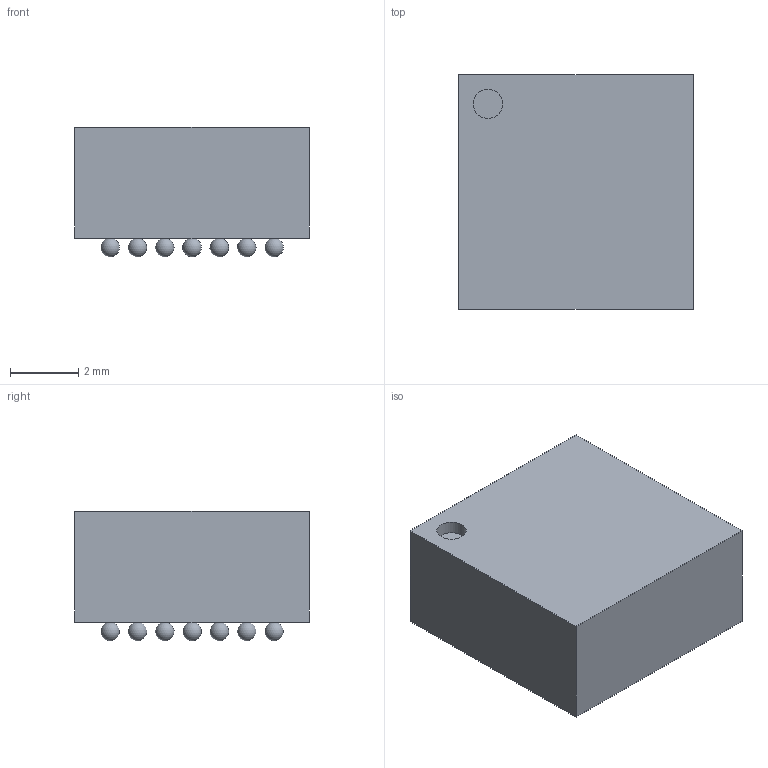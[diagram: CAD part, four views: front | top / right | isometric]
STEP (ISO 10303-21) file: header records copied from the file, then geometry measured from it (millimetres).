
FILE_DESCRIPTION(('FreeCAD Model'),'2;1');
FILE_NAME('17067453.1.1.stp','2024-02-06T22:42:47',( 'Author'),(''),'Open CASCADE STEP processor 6.9','FreeCAD','Unknown' );
FILE_SCHEMA(('AUTOMOTIVE_DESIGN { 1 0 10303 214 1 1 1 1 }'));
Length unit declared in the file: millimetre
Products named in the file (34): ASSEMBLY; A2; A3; A4; A5; A6; B1; B3; B4; B5; B7; C1; C2; C6; C7; D1; D2; D6; D7; E1; E2; E6; E7; F1; F3; F4; F5; F7; G2; G3; G4; G5; G6; Body
Assembly tree (33 placements, depth 2):
  ASSEMBLY
    A2
    A3
    A4
    A5
    A6
    B1
    B3
    B4
    B5
    B7
    C1
    C2
    C6
    C7
    D1
    D2
    D6
    D7
    E1
    E2
    E6
    E7
    F1
    F3
    F4
    F5
    F7
    G2
    G3
    G4
    G5
    G6
    Body
Bounding box: 6.88 x 6.88 x 3.8 mm (x, y, z)
Volume: 156.2 mm3; surface area: 215.3 mm2
Topology: 33 solids, 33 shells, 40 faces, 111 edges, 74 vertices
Faces by surface type: sphere 32, plane 7, cylinder 1
Full cylindrical faces by diameter (mm): 0.859 x1
Entity records: 1716 total; most frequent: DIRECTION 195, CARTESIAN_POINT 161, AXIS2_PLACEMENT_3D 76, PRODUCT_DEFINITION_SHAPE 67, VERTEX_POINT 42, FACE_BOUND 41, LINE 41, VECTOR 41
